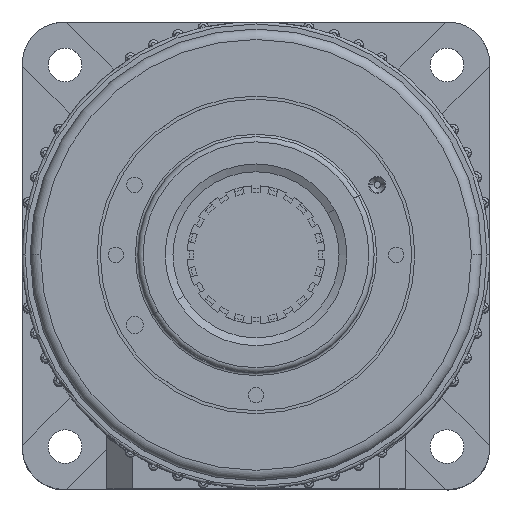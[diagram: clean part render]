
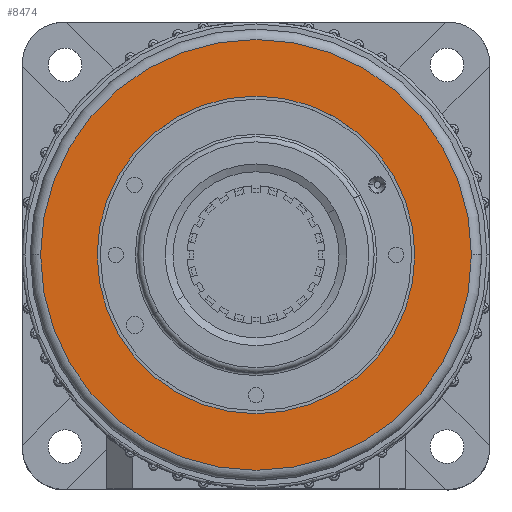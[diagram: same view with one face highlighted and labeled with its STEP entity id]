
A CAD part, top view. The second image highlights one B-rep face of the part: STEP entity #8474.
In plain terms, the highlighted planar face has unit normal (0, 0, 1).
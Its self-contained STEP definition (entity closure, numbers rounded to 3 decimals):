
#347 = EDGE_LOOP ( 'NONE', ( #9339, #17291 ) ) ;
#912 = DIRECTION ( 'NONE',  ( 0., 0., 1. ) ) ;
#921 = CARTESIAN_POINT ( 'NONE',  ( 30.6, 0., 97. ) ) ;
#1086 = CARTESIAN_POINT ( 'NONE',  ( -30.6, 0., 97. ) ) ;
#1148 = CIRCLE ( 'NONE', #7923, 30.6 ) ;
#1431 = EDGE_CURVE ( 'NONE', #16135, #17273, #1713, .T. ) ;
#1713 = CIRCLE ( 'NONE', #3617, 41.5 ) ;
#1832 = CARTESIAN_POINT ( 'NONE',  ( 0., 0., 97. ) ) ;
#2470 = CIRCLE ( 'NONE', #14370, 30.6 ) ;
#3206 = DIRECTION ( 'NONE',  ( 1., 0., 0. ) ) ;
#3617 = AXIS2_PLACEMENT_3D ( 'NONE', #9048, #912, #10422 ) ;
#3840 = DIRECTION ( 'NONE',  ( 0., 0., 1. ) ) ;
#4953 = EDGE_CURVE ( 'NONE', #17273, #16135, #15428, .T. ) ;
#5503 = EDGE_LOOP ( 'NONE', ( #14505, #11577 ) ) ;
#6028 = CARTESIAN_POINT ( 'NONE',  ( 0., 0., 97. ) ) ;
#6266 = CARTESIAN_POINT ( 'NONE',  ( 41.5, 0., 97. ) ) ;
#6989 = FACE_BOUND ( 'NONE', #5503, .T. ) ;
#7379 = DIRECTION ( 'NONE',  ( 1., 0., 0. ) ) ;
#7832 = DIRECTION ( 'NONE',  ( 0., 0., 1. ) ) ;
#7923 = AXIS2_PLACEMENT_3D ( 'NONE', #1832, #11329, #3206 ) ;
#8474 = ADVANCED_FACE ( 'NONE', ( #10605, #6989 ), #15994, .T. ) ;
#9048 = CARTESIAN_POINT ( 'NONE',  ( 0., 0., 97. ) ) ;
#9339 = ORIENTED_EDGE ( 'NONE', *, *, #1431, .T. ) ;
#10101 = EDGE_CURVE ( 'NONE', #16224, #14615, #1148, .T. ) ;
#10422 = DIRECTION ( 'NONE',  ( 1., 0., 0. ) ) ;
#10605 = FACE_OUTER_BOUND ( 'NONE', #347, .T. ) ;
#10747 = CARTESIAN_POINT ( 'NONE',  ( -41.5, 0., 97. ) ) ;
#11329 = DIRECTION ( 'NONE',  ( 0., 0., 1. ) ) ;
#11577 = ORIENTED_EDGE ( 'NONE', *, *, #10101, .F. ) ;
#12003 = CARTESIAN_POINT ( 'NONE',  ( 0., 0., 97. ) ) ;
#12371 = AXIS2_PLACEMENT_3D ( 'NONE', #6028, #15553, #7379 ) ;
#13266 = CARTESIAN_POINT ( 'NONE',  ( 0., 0., 97. ) ) ;
#13377 = DIRECTION ( 'NONE',  ( 1., 0., 0. ) ) ;
#14370 = AXIS2_PLACEMENT_3D ( 'NONE', #12003, #3840, #13377 ) ;
#14505 = ORIENTED_EDGE ( 'NONE', *, *, #15796, .F. ) ;
#14615 = VERTEX_POINT ( 'NONE', #921 ) ;
#15428 = CIRCLE ( 'NONE', #12371, 41.5 ) ;
#15553 = DIRECTION ( 'NONE',  ( 0., 0., 1. ) ) ;
#15786 = AXIS2_PLACEMENT_3D ( 'NONE', #13266, #7832, #17347 ) ;
#15796 = EDGE_CURVE ( 'NONE', #14615, #16224, #2470, .T. ) ;
#15994 = PLANE ( 'NONE',  #15786 ) ;
#16135 = VERTEX_POINT ( 'NONE', #6266 ) ;
#16224 = VERTEX_POINT ( 'NONE', #1086 ) ;
#17273 = VERTEX_POINT ( 'NONE', #10747 ) ;
#17291 = ORIENTED_EDGE ( 'NONE', *, *, #4953, .T. ) ;
#17347 = DIRECTION ( 'NONE',  ( 1., 0., 0. ) ) ;
